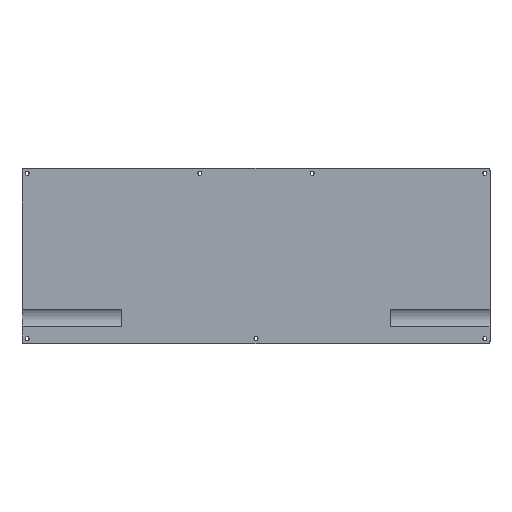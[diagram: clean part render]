
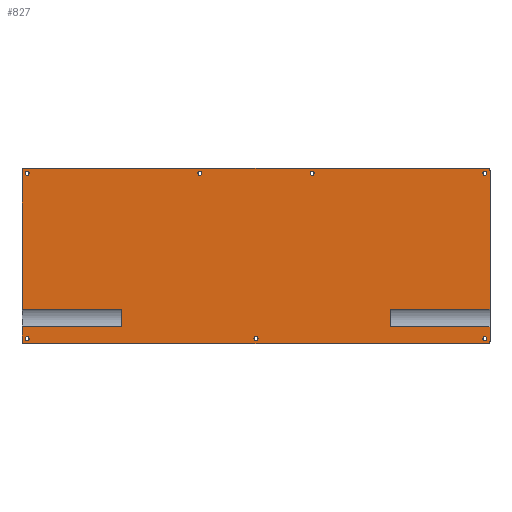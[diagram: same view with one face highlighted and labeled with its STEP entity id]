
A CAD part, top view. The second image highlights one B-rep face of the part: STEP entity #827.
In plain terms, the highlighted planar face has unit normal (0, 0, 1).
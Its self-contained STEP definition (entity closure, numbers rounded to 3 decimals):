
#251 = EDGE_CURVE('',#252,#254,#256,.T.);
#252 = VERTEX_POINT('',#253);
#253 = CARTESIAN_POINT('',(-127.25,74.,-3.));
#254 = VERTEX_POINT('',#255);
#255 = CARTESIAN_POINT('',(-127.25,-1.174,-3.));
#256 = LINE('',#257,#258);
#257 = CARTESIAN_POINT('',(-127.25,74.,-3.));
#258 = VECTOR('',#259,1.);
#259 = DIRECTION('',(0.,-1.,0.));
#269 = VERTEX_POINT('',#270);
#270 = CARTESIAN_POINT('',(-127.25,-18.5,-3.));
#276 = EDGE_CURVE('',#277,#269,#279,.T.);
#277 = VERTEX_POINT('',#278);
#278 = CARTESIAN_POINT('',(-127.25,-10.826,-3.));
#279 = LINE('',#280,#281);
#280 = CARTESIAN_POINT('',(-127.25,74.,-3.));
#281 = VECTOR('',#282,1.);
#282 = DIRECTION('',(0.,-1.,0.));
#302 = VERTEX_POINT('',#303);
#303 = CARTESIAN_POINT('',(-125.75,75.5,-3.));
#309 = EDGE_CURVE('',#252,#302,#310,.T.);
#310 = CIRCLE('',#311,1.5);
#311 = AXIS2_PLACEMENT_3D('',#312,#313,#314);
#312 = CARTESIAN_POINT('',(-125.75,74.,-3.));
#313 = DIRECTION('',(-0.,-0.,-1.));
#314 = DIRECTION('',(0.,-1.,0.));
#325 = VERTEX_POINT('',#326);
#326 = CARTESIAN_POINT('',(-125.75,-20.,-3.));
#334 = EDGE_CURVE('',#325,#269,#335,.T.);
#335 = CIRCLE('',#336,1.5);
#336 = AXIS2_PLACEMENT_3D('',#337,#338,#339);
#337 = CARTESIAN_POINT('',(-125.75,-18.5,-3.));
#338 = DIRECTION('',(0.,0.,-1.));
#339 = DIRECTION('',(1.,0.,0.));
#350 = VERTEX_POINT('',#351);
#351 = CARTESIAN_POINT('',(125.75,75.5,-3.));
#359 = EDGE_CURVE('',#350,#302,#360,.T.);
#360 = LINE('',#361,#362);
#361 = CARTESIAN_POINT('',(125.75,75.5,-3.));
#362 = VECTOR('',#363,1.);
#363 = DIRECTION('',(-1.,0.,0.));
#376 = VERTEX_POINT('',#377);
#377 = CARTESIAN_POINT('',(125.75,-20.,-3.));
#383 = EDGE_CURVE('',#325,#376,#384,.T.);
#384 = LINE('',#385,#386);
#385 = CARTESIAN_POINT('',(-125.75,-20.,-3.));
#386 = VECTOR('',#387,1.);
#387 = DIRECTION('',(1.,0.,0.));
#400 = VERTEX_POINT('',#401);
#401 = CARTESIAN_POINT('',(127.25,74.,-3.));
#407 = EDGE_CURVE('',#350,#400,#408,.T.);
#408 = CIRCLE('',#409,1.5);
#409 = AXIS2_PLACEMENT_3D('',#410,#411,#412);
#410 = CARTESIAN_POINT('',(125.75,74.,-3.));
#411 = DIRECTION('',(0.,0.,-1.));
#412 = DIRECTION('',(-1.,0.,0.));
#423 = VERTEX_POINT('',#424);
#424 = CARTESIAN_POINT('',(127.25,-18.5,-3.));
#432 = EDGE_CURVE('',#423,#376,#433,.T.);
#433 = CIRCLE('',#434,1.5);
#434 = AXIS2_PLACEMENT_3D('',#435,#436,#437);
#435 = CARTESIAN_POINT('',(125.75,-18.5,-3.));
#436 = DIRECTION('',(0.,0.,-1.));
#437 = DIRECTION('',(0.,1.,0.));
#447 = EDGE_CURVE('',#423,#448,#450,.T.);
#448 = VERTEX_POINT('',#449);
#449 = CARTESIAN_POINT('',(127.25,-10.826,-3.));
#450 = LINE('',#451,#452);
#451 = CARTESIAN_POINT('',(127.25,-18.5,-3.));
#452 = VECTOR('',#453,1.);
#453 = DIRECTION('',(0.,1.,0.));
#458 = EDGE_CURVE('',#459,#400,#461,.T.);
#459 = VERTEX_POINT('',#460);
#460 = CARTESIAN_POINT('',(127.25,-1.174,-3.));
#461 = LINE('',#462,#463);
#462 = CARTESIAN_POINT('',(127.25,-18.5,-3.));
#463 = VECTOR('',#464,1.);
#464 = DIRECTION('',(0.,1.,0.));
#827 = ADVANCED_FACE('',(#828,#884,#895,#906,#917,#928,#939,#950),#961,
  .T.);
#828 = FACE_BOUND('',#829,.T.);
#829 = EDGE_LOOP('',(#830,#831,#832,#840,#848,#854,#855,#856,#857,#858,
    #859,#867,#875,#881,#882,#883));
#830 = ORIENTED_EDGE('',*,*,#309,.F.);
#831 = ORIENTED_EDGE('',*,*,#251,.T.);
#832 = ORIENTED_EDGE('',*,*,#833,.T.);
#833 = EDGE_CURVE('',#254,#834,#836,.T.);
#834 = VERTEX_POINT('',#835);
#835 = CARTESIAN_POINT('',(-73.,-1.174,-3.));
#836 = LINE('',#837,#838);
#837 = CARTESIAN_POINT('',(-73.,-1.174,-3.));
#838 = VECTOR('',#839,1.);
#839 = DIRECTION('',(1.,0.,0.));
#840 = ORIENTED_EDGE('',*,*,#841,.F.);
#841 = EDGE_CURVE('',#842,#834,#844,.T.);
#842 = VERTEX_POINT('',#843);
#843 = CARTESIAN_POINT('',(-73.,-10.826,-3.));
#844 = LINE('',#845,#846);
#845 = CARTESIAN_POINT('',(-73.,10.875,-3.));
#846 = VECTOR('',#847,1.);
#847 = DIRECTION('',(0.,1.,0.));
#848 = ORIENTED_EDGE('',*,*,#849,.F.);
#849 = EDGE_CURVE('',#277,#842,#850,.T.);
#850 = LINE('',#851,#852);
#851 = CARTESIAN_POINT('',(-73.,-10.826,-3.));
#852 = VECTOR('',#853,1.);
#853 = DIRECTION('',(1.,0.,0.));
#854 = ORIENTED_EDGE('',*,*,#276,.T.);
#855 = ORIENTED_EDGE('',*,*,#334,.F.);
#856 = ORIENTED_EDGE('',*,*,#383,.T.);
#857 = ORIENTED_EDGE('',*,*,#432,.F.);
#858 = ORIENTED_EDGE('',*,*,#447,.T.);
#859 = ORIENTED_EDGE('',*,*,#860,.F.);
#860 = EDGE_CURVE('',#861,#448,#863,.T.);
#861 = VERTEX_POINT('',#862);
#862 = CARTESIAN_POINT('',(73.,-10.826,-3.));
#863 = LINE('',#864,#865);
#864 = CARTESIAN_POINT('',(132.,-10.826,-3.));
#865 = VECTOR('',#866,1.);
#866 = DIRECTION('',(1.,0.,0.));
#867 = ORIENTED_EDGE('',*,*,#868,.T.);
#868 = EDGE_CURVE('',#861,#869,#871,.T.);
#869 = VERTEX_POINT('',#870);
#870 = CARTESIAN_POINT('',(73.,-1.174,-3.));
#871 = LINE('',#872,#873);
#872 = CARTESIAN_POINT('',(73.,10.875,-3.));
#873 = VECTOR('',#874,1.);
#874 = DIRECTION('',(0.,1.,0.));
#875 = ORIENTED_EDGE('',*,*,#876,.T.);
#876 = EDGE_CURVE('',#869,#459,#877,.T.);
#877 = LINE('',#878,#879);
#878 = CARTESIAN_POINT('',(132.,-1.174,-3.));
#879 = VECTOR('',#880,1.);
#880 = DIRECTION('',(1.,0.,0.));
#881 = ORIENTED_EDGE('',*,*,#458,.T.);
#882 = ORIENTED_EDGE('',*,*,#407,.F.);
#883 = ORIENTED_EDGE('',*,*,#359,.T.);
#884 = FACE_BOUND('',#885,.T.);
#885 = EDGE_LOOP('',(#886));
#886 = ORIENTED_EDGE('',*,*,#887,.F.);
#887 = EDGE_CURVE('',#888,#888,#890,.T.);
#888 = VERTEX_POINT('',#889);
#889 = CARTESIAN_POINT('',(-123.377,-17.23,-3.));
#890 = CIRCLE('',#891,1.1);
#891 = AXIS2_PLACEMENT_3D('',#892,#893,#894);
#892 = CARTESIAN_POINT('',(-124.477,-17.23,-3.));
#893 = DIRECTION('',(0.,0.,1.));
#894 = DIRECTION('',(1.,0.,0.));
#895 = FACE_BOUND('',#896,.T.);
#896 = EDGE_LOOP('',(#897));
#897 = ORIENTED_EDGE('',*,*,#898,.F.);
#898 = EDGE_CURVE('',#899,#899,#901,.T.);
#899 = VERTEX_POINT('',#900);
#900 = CARTESIAN_POINT('',(1.1,-17.23,-3.));
#901 = CIRCLE('',#902,1.1);
#902 = AXIS2_PLACEMENT_3D('',#903,#904,#905);
#903 = CARTESIAN_POINT('',(0.,-17.23,-3.));
#904 = DIRECTION('',(0.,0.,1.));
#905 = DIRECTION('',(1.,0.,0.));
#906 = FACE_BOUND('',#907,.T.);
#907 = EDGE_LOOP('',(#908));
#908 = ORIENTED_EDGE('',*,*,#909,.F.);
#909 = EDGE_CURVE('',#910,#910,#912,.T.);
#910 = VERTEX_POINT('',#911);
#911 = CARTESIAN_POINT('',(125.577,-17.23,-3.));
#912 = CIRCLE('',#913,1.1);
#913 = AXIS2_PLACEMENT_3D('',#914,#915,#916);
#914 = CARTESIAN_POINT('',(124.477,-17.23,-3.));
#915 = DIRECTION('',(0.,0.,1.));
#916 = DIRECTION('',(1.,0.,0.));
#917 = FACE_BOUND('',#918,.T.);
#918 = EDGE_LOOP('',(#919));
#919 = ORIENTED_EDGE('',*,*,#920,.F.);
#920 = EDGE_CURVE('',#921,#921,#923,.T.);
#921 = VERTEX_POINT('',#922);
#922 = CARTESIAN_POINT('',(-123.377,72.727,-3.));
#923 = CIRCLE('',#924,1.1);
#924 = AXIS2_PLACEMENT_3D('',#925,#926,#927);
#925 = CARTESIAN_POINT('',(-124.477,72.727,-3.));
#926 = DIRECTION('',(0.,0.,1.));
#927 = DIRECTION('',(1.,0.,0.));
#928 = FACE_BOUND('',#929,.T.);
#929 = EDGE_LOOP('',(#930));
#930 = ORIENTED_EDGE('',*,*,#931,.F.);
#931 = EDGE_CURVE('',#932,#932,#934,.T.);
#932 = VERTEX_POINT('',#933);
#933 = CARTESIAN_POINT('',(-29.4,72.727,-3.));
#934 = CIRCLE('',#935,1.1);
#935 = AXIS2_PLACEMENT_3D('',#936,#937,#938);
#936 = CARTESIAN_POINT('',(-30.5,72.727,-3.));
#937 = DIRECTION('',(0.,0.,1.));
#938 = DIRECTION('',(1.,0.,0.));
#939 = FACE_BOUND('',#940,.T.);
#940 = EDGE_LOOP('',(#941));
#941 = ORIENTED_EDGE('',*,*,#942,.F.);
#942 = EDGE_CURVE('',#943,#943,#945,.T.);
#943 = VERTEX_POINT('',#944);
#944 = CARTESIAN_POINT('',(31.6,72.727,-3.));
#945 = CIRCLE('',#946,1.1);
#946 = AXIS2_PLACEMENT_3D('',#947,#948,#949);
#947 = CARTESIAN_POINT('',(30.5,72.727,-3.));
#948 = DIRECTION('',(0.,0.,1.));
#949 = DIRECTION('',(1.,0.,0.));
#950 = FACE_BOUND('',#951,.T.);
#951 = EDGE_LOOP('',(#952));
#952 = ORIENTED_EDGE('',*,*,#953,.F.);
#953 = EDGE_CURVE('',#954,#954,#956,.T.);
#954 = VERTEX_POINT('',#955);
#955 = CARTESIAN_POINT('',(125.577,72.727,-3.));
#956 = CIRCLE('',#957,1.1);
#957 = AXIS2_PLACEMENT_3D('',#958,#959,#960);
#958 = CARTESIAN_POINT('',(124.477,72.727,-3.));
#959 = DIRECTION('',(0.,0.,1.));
#960 = DIRECTION('',(1.,0.,0.));
#961 = PLANE('',#962);
#962 = AXIS2_PLACEMENT_3D('',#963,#964,#965);
#963 = CARTESIAN_POINT('',(0.,27.75,-3.));
#964 = DIRECTION('',(0.,0.,1.));
#965 = DIRECTION('',(1.,0.,0.));
